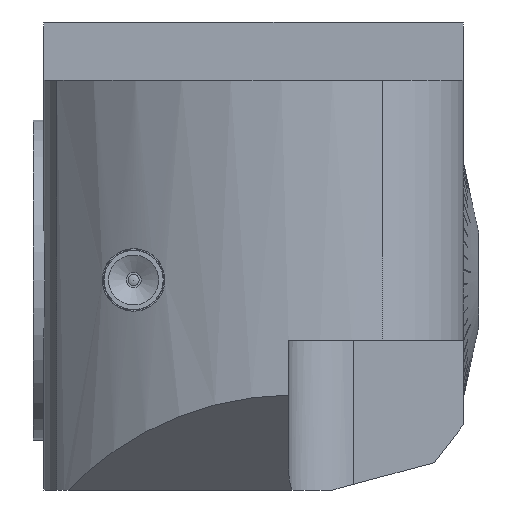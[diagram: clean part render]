
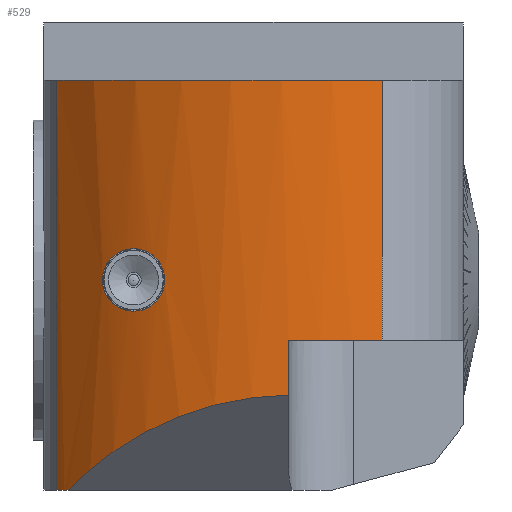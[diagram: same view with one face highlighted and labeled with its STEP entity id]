
A CAD part, front view. The second image highlights one B-rep face of the part: STEP entity #529.
In plain terms, the highlighted cylindrical face has radius 31.5 mm (diameter 63 mm), a partial arc.
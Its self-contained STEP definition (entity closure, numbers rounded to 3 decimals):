
#52=ELLIPSE('',#5471,44.548,31.5);
#61=FACE_BOUND('',#1085,.T.);
#62=FACE_BOUND('',#1086,.T.);
#101=B_SPLINE_CURVE_WITH_KNOTS('',3,(#7134,#7135,#7136,#7137,#7138,#7139,
#7140,#7141,#7142,#7143,#7144,#7145,#7146,#7147,#7148,#7149,#7150,#7151),
 .UNSPECIFIED.,.T.,.F.,(2,2,2,2,2,2,2,2,2,2,2),(-0.125,0.,0.125,0.25,0.375,
0.5,0.625,0.75,0.875,1.,1.125),.UNSPECIFIED.);
#529=ADVANCED_FACE('',(#61,#62),#800,.T.);
#800=CYLINDRICAL_SURFACE('',#5477,31.5);
#1085=EDGE_LOOP('',(#2643));
#1086=EDGE_LOOP('',(#2644,#2645,#2646,#2647,#2648,#2649,#2650));
#1551=LINE('',#7629,#2049);
#1556=LINE('',#7647,#2054);
#1557=LINE('',#7650,#2055);
#2049=VECTOR('',#6150,1.);
#2054=VECTOR('',#6169,1.);
#2055=VECTOR('',#6172,1.);
#2643=ORIENTED_EDGE('',*,*,#4458,.T.);
#2644=ORIENTED_EDGE('',*,*,#4703,.F.);
#2645=ORIENTED_EDGE('',*,*,#4453,.F.);
#2646=ORIENTED_EDGE('',*,*,#4694,.T.);
#2647=ORIENTED_EDGE('',*,*,#4704,.F.);
#2648=ORIENTED_EDGE('',*,*,#4705,.F.);
#2649=ORIENTED_EDGE('',*,*,#4479,.T.);
#2650=ORIENTED_EDGE('',*,*,#4697,.F.);
#3931=VERTEX_POINT('',#7123);
#3932=VERTEX_POINT('',#7125);
#3936=VERTEX_POINT('',#7152);
#3955=VERTEX_POINT('',#7199);
#3956=VERTEX_POINT('',#7201);
#4167=VERTEX_POINT('',#7628);
#4169=VERTEX_POINT('',#7634);
#4174=VERTEX_POINT('',#7649);
#4453=EDGE_CURVE('',#3931,#3932,#5216,.T.);
#4458=EDGE_CURVE('',#3936,#3936,#101,.T.);
#4479=EDGE_CURVE('',#3956,#3955,#5226,.T.);
#4694=EDGE_CURVE('',#3931,#4167,#1551,.T.);
#4697=EDGE_CURVE('',#4169,#3955,#52,.T.);
#4703=EDGE_CURVE('',#3932,#4169,#1556,.T.);
#4704=EDGE_CURVE('',#4174,#4167,#5280,.T.);
#4705=EDGE_CURVE('',#3956,#4174,#1557,.T.);
#5216=CIRCLE('',#5397,31.5);
#5226=CIRCLE('',#5413,31.5);
#5280=CIRCLE('',#5476,31.5);
#5397=AXIS2_PLACEMENT_3D('',#7124,#5833,#5834);
#5413=AXIS2_PLACEMENT_3D('',#7200,#5877,#5878);
#5471=AXIS2_PLACEMENT_3D('',#7635,#6156,#6157);
#5476=AXIS2_PLACEMENT_3D('',#7648,#6170,#6171);
#5477=AXIS2_PLACEMENT_3D('',#7651,#6173,#6174);
#5833=DIRECTION('',(0.,0.,-1.));
#5834=DIRECTION('',(-1.,0.,0.));
#5877=DIRECTION('',(0.,0.,1.));
#5878=DIRECTION('',(-1.,0.,0.));
#6150=DIRECTION('',(0.,0.,1.));
#6156=DIRECTION('',(0.,-0.707,-0.707));
#6157=DIRECTION('',(0.,0.707,-0.707));
#6169=DIRECTION('',(0.,0.,-1.));
#6170=DIRECTION('',(0.,0.,1.));
#6171=DIRECTION('',(-1.,0.,0.));
#6172=DIRECTION('',(0.,0.,1.));
#6173=DIRECTION('',(0.,0.,-1.));
#6174=DIRECTION('',(-1.,0.,0.));
#7123=CARTESIAN_POINT('',(18.885,-30.221,-26.));
#7124=CARTESIAN_POINT('',(10.,0.,-26.));
#7125=CARTESIAN_POINT('',(9.5,-31.496,-26.));
#7134=CARTESIAN_POINT('',(-5.231,-27.587,-23.125));
#7135=CARTESIAN_POINT('',(-6.769,-26.681,-23.125));
#7136=CARTESIAN_POINT('',(-7.501,-26.201,-22.85));
#7137=CARTESIAN_POINT('',(-8.665,-25.385,-21.809));
#7138=CARTESIAN_POINT('',(-9.093,-25.054,-20.995));
#7139=CARTESIAN_POINT('',(-9.153,-25.008,-19.218));
#7140=CARTESIAN_POINT('',(-8.777,-25.301,-18.36));
#7141=CARTESIAN_POINT('',(-7.654,-26.097,-17.231));
#7142=CARTESIAN_POINT('',(-6.919,-26.585,-16.918));
#7143=CARTESIAN_POINT('',(-5.404,-27.491,-16.84));
#7144=CARTESIAN_POINT('',(-4.604,-27.919,-17.084));
#7145=CARTESIAN_POINT('',(-3.341,-28.544,-18.16));
#7146=CARTESIAN_POINT('',(-2.907,-28.734,-19.009));
#7147=CARTESIAN_POINT('',(-2.846,-28.761,-20.777));
#7148=CARTESIAN_POINT('',(-3.228,-28.596,-21.668));
#7149=CARTESIAN_POINT('',(-4.434,-28.006,-22.831));
#7150=CARTESIAN_POINT('',(-5.231,-27.587,-23.125));
#7151=CARTESIAN_POINT('',(-6.769,-26.681,-23.125));
#7152=CARTESIAN_POINT('',(-6.,-27.134,-23.125));
#7199=CARTESIAN_POINT('',(-12.544,-22.,-41.));
#7200=CARTESIAN_POINT('',(10.,0.,-41.));
#7201=CARTESIAN_POINT('',(-13.675,-20.779,-41.));
#7628=CARTESIAN_POINT('',(18.885,-30.221,0.));
#7629=CARTESIAN_POINT('',(18.885,-30.221,5.8));
#7634=CARTESIAN_POINT('',(9.5,-31.496,-31.504));
#7635=CARTESIAN_POINT('',(10.,0.,-63.));
#7647=CARTESIAN_POINT('',(9.5,-31.496,5.8));
#7648=CARTESIAN_POINT('',(10.,0.,0.));
#7649=CARTESIAN_POINT('',(-13.675,-20.779,0.));
#7650=CARTESIAN_POINT('',(-13.675,-20.779,5.8));
#7651=CARTESIAN_POINT('',(10.,0.,5.8));
